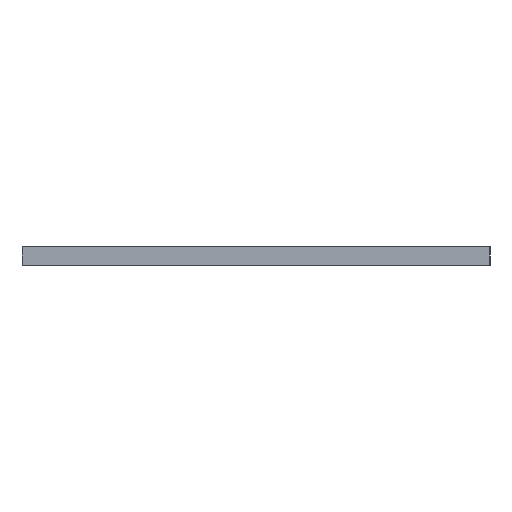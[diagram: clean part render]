
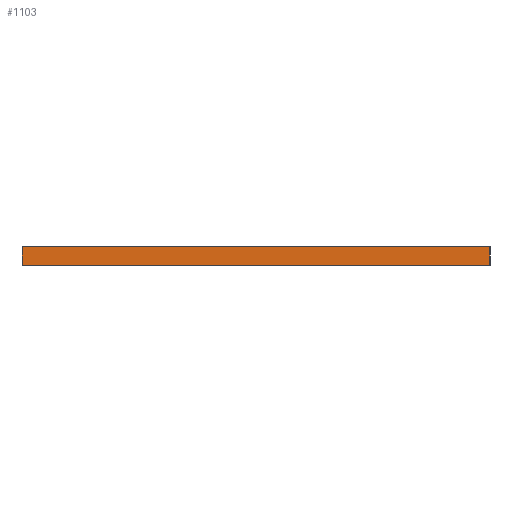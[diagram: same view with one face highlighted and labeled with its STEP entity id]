
A CAD part, left-side view. The second image highlights one B-rep face of the part: STEP entity #1103.
In plain terms, the highlighted planar face has unit normal (-1, 0, 0).
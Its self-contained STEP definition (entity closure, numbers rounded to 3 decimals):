
#69 = VERTEX_POINT ( 'NONE', #390 ) ;
#84 = CARTESIAN_POINT ( 'NONE',  ( 0., 0., 0. ) ) ;
#118 = EDGE_CURVE ( 'NONE', #643, #331, #266, .T. ) ;
#162 = VECTOR ( 'NONE', #1075, 1000. ) ;
#169 = DIRECTION ( 'NONE',  ( 0., 0., -1. ) ) ;
#182 = EDGE_CURVE ( 'NONE', #69, #1028, #413, .T. ) ;
#191 = ORIENTED_EDGE ( 'NONE', *, *, #118, .F. ) ;
#192 = DIRECTION ( 'NONE',  ( 0., -1., 0. ) ) ;
#266 = LINE ( 'NONE', #603, #162 ) ;
#278 = VECTOR ( 'NONE', #192, 1000. ) ;
#292 = DIRECTION ( 'NONE',  ( 0., -1., 0. ) ) ;
#331 = VERTEX_POINT ( 'NONE', #84 ) ;
#350 = CARTESIAN_POINT ( 'NONE',  ( 0., 100., 4. ) ) ;
#366 = LINE ( 'NONE', #808, #278 ) ;
#390 = CARTESIAN_POINT ( 'NONE',  ( 0., 100., 4. ) ) ;
#392 = CARTESIAN_POINT ( 'NONE',  ( 0., 0., 4. ) ) ;
#404 = CARTESIAN_POINT ( 'NONE',  ( 0., 100., 0. ) ) ;
#413 = LINE ( 'NONE', #350, #867 ) ;
#529 = AXIS2_PLACEMENT_3D ( 'NONE', #392, #757, #1127 ) ;
#551 = EDGE_LOOP ( 'NONE', ( #1175, #191, #979, #872 ) ) ;
#579 = CARTESIAN_POINT ( 'NONE',  ( 0., 0., 0. ) ) ;
#603 = CARTESIAN_POINT ( 'NONE',  ( 0., 0., 4. ) ) ;
#643 = VERTEX_POINT ( 'NONE', #768 ) ;
#757 = DIRECTION ( 'NONE',  ( 1., 0., 0. ) ) ;
#768 = CARTESIAN_POINT ( 'NONE',  ( 0., 0., 4. ) ) ;
#808 = CARTESIAN_POINT ( 'NONE',  ( 0., 0., 4. ) ) ;
#809 = VECTOR ( 'NONE', #292, 1000. ) ;
#856 = PLANE ( 'NONE',  #529 ) ;
#867 = VECTOR ( 'NONE', #169, 1000. ) ;
#872 = ORIENTED_EDGE ( 'NONE', *, *, #182, .T. ) ;
#919 = LINE ( 'NONE', #579, #809 ) ;
#921 = EDGE_CURVE ( 'NONE', #69, #643, #366, .T. ) ;
#955 = FACE_OUTER_BOUND ( 'NONE', #551, .T. ) ;
#979 = ORIENTED_EDGE ( 'NONE', *, *, #921, .F. ) ;
#1028 = VERTEX_POINT ( 'NONE', #404 ) ;
#1075 = DIRECTION ( 'NONE',  ( 0., 0., -1. ) ) ;
#1081 = EDGE_CURVE ( 'NONE', #1028, #331, #919, .T. ) ;
#1103 = ADVANCED_FACE ( 'NONE', ( #955 ), #856, .F. ) ;
#1127 = DIRECTION ( 'NONE',  ( 0., 0., -1. ) ) ;
#1175 = ORIENTED_EDGE ( 'NONE', *, *, #1081, .T. ) ;
